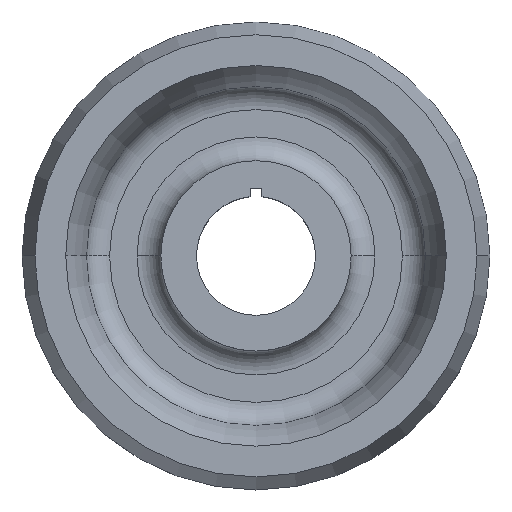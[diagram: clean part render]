
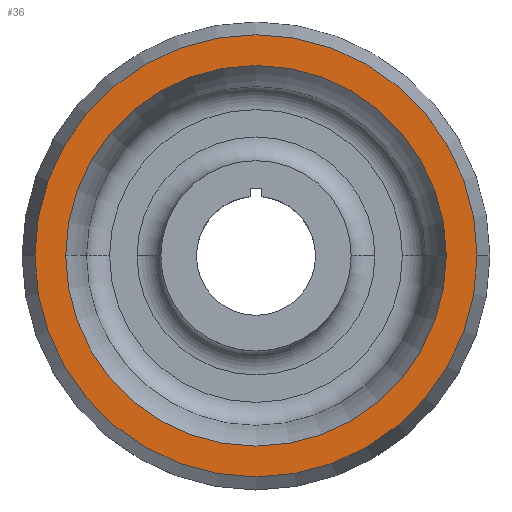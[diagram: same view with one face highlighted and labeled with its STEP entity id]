
A CAD part, top view. The second image highlights one B-rep face of the part: STEP entity #36.
In plain terms, the highlighted planar face has unit normal (0, 0, 1).
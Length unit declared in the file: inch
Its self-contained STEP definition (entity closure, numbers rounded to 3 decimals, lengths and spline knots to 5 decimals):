
#22 = ORIENTED_EDGE ( 'NONE', *, *, #511, .F. ) ;
#36 = ADVANCED_FACE ( 'NONE', ( #812, #832 ), #359, .T. ) ;
#45 = AXIS2_PLACEMENT_3D ( 'NONE', #279, #983, #442 ) ;
#82 = DIRECTION ( 'NONE',  ( 0., 0., 1. ) ) ;
#124 = EDGE_LOOP ( 'NONE', ( #748, #262 ) ) ;
#128 = CARTESIAN_POINT ( 'NONE',  ( -1., 0., 0.5 ) ) ;
#132 = VERTEX_POINT ( 'NONE', #1028 ) ;
#147 = DIRECTION ( 'NONE',  ( 1., 0., 0. ) ) ;
#157 = DIRECTION ( 'NONE',  ( 1., 0., 0. ) ) ;
#158 = CIRCLE ( 'NONE', #487, 1.1615 ) ;
#262 = ORIENTED_EDGE ( 'NONE', *, *, #464, .T. ) ;
#279 = CARTESIAN_POINT ( 'NONE',  ( 0., 1., 0.5 ) ) ;
#296 = DIRECTION ( 'NONE',  ( 0., 0., 1. ) ) ;
#359 = PLANE ( 'NONE',  #45 ) ;
#362 = AXIS2_PLACEMENT_3D ( 'NONE', #931, #296, #147 ) ;
#366 = VERTEX_POINT ( 'NONE', #438 ) ;
#427 = DIRECTION ( 'NONE',  ( 1., 0., 0. ) ) ;
#438 = CARTESIAN_POINT ( 'NONE',  ( 1., 0., 0.5 ) ) ;
#442 = DIRECTION ( 'NONE',  ( 1., 0., 0. ) ) ;
#446 = DIRECTION ( 'NONE',  ( 1., 0., 0. ) ) ;
#452 = ORIENTED_EDGE ( 'NONE', *, *, #849, .F. ) ;
#464 = EDGE_CURVE ( 'NONE', #950, #132, #158, .T. ) ;
#487 = AXIS2_PLACEMENT_3D ( 'NONE', #522, #673, #446 ) ;
#511 = EDGE_CURVE ( 'NONE', #760, #366, #567, .T. ) ;
#512 = CARTESIAN_POINT ( 'NONE',  ( 0., 0., 0.5 ) ) ;
#522 = CARTESIAN_POINT ( 'NONE',  ( 0., 0., 0.5 ) ) ;
#525 = DIRECTION ( 'NONE',  ( 0., 0., 1. ) ) ;
#526 = AXIS2_PLACEMENT_3D ( 'NONE', #879, #82, #157 ) ;
#567 = CIRCLE ( 'NONE', #759, 1. ) ;
#583 = CIRCLE ( 'NONE', #526, 1. ) ;
#673 = DIRECTION ( 'NONE',  ( 0., 0., 1. ) ) ;
#748 = ORIENTED_EDGE ( 'NONE', *, *, #800, .T. ) ;
#759 = AXIS2_PLACEMENT_3D ( 'NONE', #512, #525, #427 ) ;
#760 = VERTEX_POINT ( 'NONE', #128 ) ;
#782 = CARTESIAN_POINT ( 'NONE',  ( 1.1615, 0., 0.5 ) ) ;
#789 = EDGE_LOOP ( 'NONE', ( #452, #22 ) ) ;
#793 = CIRCLE ( 'NONE', #362, 1.1615 ) ;
#800 = EDGE_CURVE ( 'NONE', #132, #950, #793, .T. ) ;
#812 = FACE_OUTER_BOUND ( 'NONE', #124, .T. ) ;
#832 = FACE_BOUND ( 'NONE', #789, .T. ) ;
#849 = EDGE_CURVE ( 'NONE', #366, #760, #583, .T. ) ;
#879 = CARTESIAN_POINT ( 'NONE',  ( 0., 0., 0.5 ) ) ;
#931 = CARTESIAN_POINT ( 'NONE',  ( 0., 0., 0.5 ) ) ;
#950 = VERTEX_POINT ( 'NONE', #782 ) ;
#983 = DIRECTION ( 'NONE',  ( 0., 0., 1. ) ) ;
#1028 = CARTESIAN_POINT ( 'NONE',  ( -1.1615, 0., 0.5 ) ) ;
